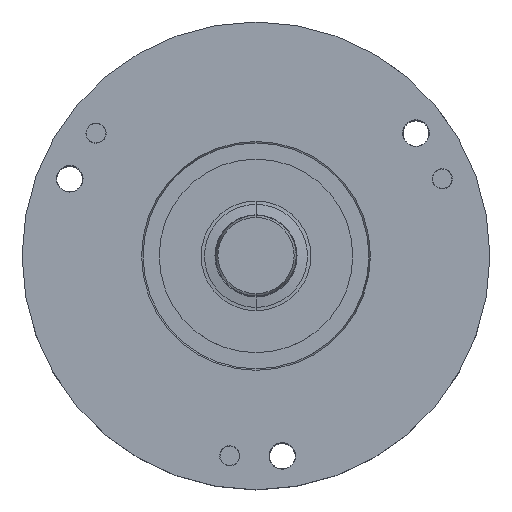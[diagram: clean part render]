
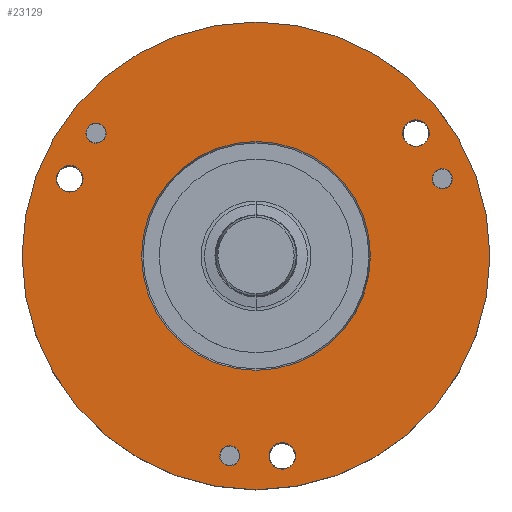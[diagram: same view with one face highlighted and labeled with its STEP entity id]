
A CAD part, top view. The second image highlights one B-rep face of the part: STEP entity #23129.
In plain terms, the highlighted planar face has unit normal (0, 0, 1).
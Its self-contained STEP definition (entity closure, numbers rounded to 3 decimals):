
#3897=CARTESIAN_POINT('',(0.,0.,25.));
#3898=DIRECTION('',(0.,0.,1.));
#3899=DIRECTION('',(1.,0.,0.));
#3900=AXIS2_PLACEMENT_3D('',#3897,#3898,#3899);
#3902=CARTESIAN_POINT('',(0.,0.,25.));
#3903=DIRECTION('',(0.,0.,1.));
#3904=DIRECTION('',(-1.,0.,0.));
#3905=AXIS2_PLACEMENT_3D('',#3902,#3903,#3904);
#3907=CARTESIAN_POINT('',(-19.834,15.219,25.));
#3908=DIRECTION('',(0.,0.,-1.));
#3909=DIRECTION('',(-0.793,0.609,0.));
#3910=AXIS2_PLACEMENT_3D('',#3907,#3908,#3909);
#3912=CARTESIAN_POINT('',(-19.834,15.219,25.));
#3913=DIRECTION('',(0.,0.,-1.));
#3914=DIRECTION('',(0.793,-0.609,0.));
#3915=AXIS2_PLACEMENT_3D('',#3912,#3913,#3914);
#3917=CARTESIAN_POINT('',(-3.263,-24.786,25.));
#3918=DIRECTION('',(0.,0.,-1.));
#3919=DIRECTION('',(-0.131,-0.991,0.));
#3920=AXIS2_PLACEMENT_3D('',#3917,#3918,#3919);
#3922=CARTESIAN_POINT('',(-3.263,-24.786,25.));
#3923=DIRECTION('',(0.,0.,-1.));
#3924=DIRECTION('',(0.131,0.991,0.));
#3925=AXIS2_PLACEMENT_3D('',#3922,#3923,#3924);
#3927=CARTESIAN_POINT('',(23.097,9.567,25.));
#3928=DIRECTION('',(0.,0.,-1.));
#3929=DIRECTION('',(0.924,0.383,0.));
#3930=AXIS2_PLACEMENT_3D('',#3927,#3928,#3929);
#3932=CARTESIAN_POINT('',(23.097,9.567,25.));
#3933=DIRECTION('',(0.,0.,-1.));
#3934=DIRECTION('',(-0.924,-0.383,0.));
#3935=AXIS2_PLACEMENT_3D('',#3932,#3933,#3934);
#3937=CARTESIAN_POINT('',(3.263,-24.786,25.));
#3938=DIRECTION('',(0.,0.,1.));
#3939=DIRECTION('',(0.,-1.,0.));
#3940=AXIS2_PLACEMENT_3D('',#3937,#3938,#3939);
#3942=CARTESIAN_POINT('',(3.263,-24.786,25.));
#3943=DIRECTION('',(0.,0.,1.));
#3944=DIRECTION('',(0.,1.,0.));
#3945=AXIS2_PLACEMENT_3D('',#3942,#3943,#3944);
#3947=CARTESIAN_POINT('',(19.834,15.219,25.));
#3948=DIRECTION('',(0.,0.,1.));
#3949=DIRECTION('',(0.,-1.,0.));
#3950=AXIS2_PLACEMENT_3D('',#3947,#3948,#3949);
#3952=CARTESIAN_POINT('',(19.834,15.219,25.));
#3953=DIRECTION('',(0.,0.,1.));
#3954=DIRECTION('',(0.,1.,0.));
#3955=AXIS2_PLACEMENT_3D('',#3952,#3953,#3954);
#3957=CARTESIAN_POINT('',(-23.097,9.567,25.));
#3958=DIRECTION('',(0.,0.,1.));
#3959=DIRECTION('',(0.,-1.,0.));
#3960=AXIS2_PLACEMENT_3D('',#3957,#3958,#3959);
#3962=CARTESIAN_POINT('',(-23.097,9.567,25.));
#3963=DIRECTION('',(0.,0.,1.));
#3964=DIRECTION('',(0.,1.,0.));
#3965=AXIS2_PLACEMENT_3D('',#3962,#3963,#3964);
#3976=CARTESIAN_POINT('',(0.,0.,25.));
#3977=DIRECTION('',(0.,0.,-1.));
#3978=DIRECTION('',(-1.,0.,0.));
#3979=AXIS2_PLACEMENT_3D('',#3976,#3977,#3978);
#4005=CARTESIAN_POINT('',(0.,0.,25.));
#4006=DIRECTION('',(0.,0.,-1.));
#4007=DIRECTION('',(1.,0.,0.));
#4008=AXIS2_PLACEMENT_3D('',#4005,#4006,#4007);
#18424=CARTESIAN_POINT('',(29.,0.,25.));
#18425=CARTESIAN_POINT('',(-29.,0.,25.));
#18426=VERTEX_POINT('',#18424);
#18427=VERTEX_POINT('',#18425);
#18504=CARTESIAN_POINT('',(-20.826,15.98,25.));
#18505=CARTESIAN_POINT('',(-18.842,14.458,25.));
#18506=VERTEX_POINT('',#18504);
#18507=VERTEX_POINT('',#18505);
#18508=CARTESIAN_POINT('',(-3.426,-26.025,25.));
#18509=CARTESIAN_POINT('',(-3.1,-23.547,25.));
#18510=VERTEX_POINT('',#18508);
#18511=VERTEX_POINT('',#18509);
#18512=CARTESIAN_POINT('',(24.252,10.045,25.));
#18513=CARTESIAN_POINT('',(21.942,9.089,25.));
#18514=VERTEX_POINT('',#18512);
#18515=VERTEX_POINT('',#18513);
#18614=CARTESIAN_POINT('',(14.188,0.,25.));
#18615=CARTESIAN_POINT('',(-14.188,0.,25.));
#18616=VERTEX_POINT('',#18614);
#18617=VERTEX_POINT('',#18615);
#18798=CARTESIAN_POINT('',(3.263,-26.436,25.));
#18799=CARTESIAN_POINT('',(3.263,-23.136,25.));
#18800=VERTEX_POINT('',#18798);
#18801=VERTEX_POINT('',#18799);
#18806=CARTESIAN_POINT('',(19.834,13.569,25.));
#18807=CARTESIAN_POINT('',(19.834,16.869,25.));
#18808=VERTEX_POINT('',#18806);
#18809=VERTEX_POINT('',#18807);
#18814=CARTESIAN_POINT('',(-23.097,7.917,25.));
#18815=CARTESIAN_POINT('',(-23.097,11.217,25.));
#18816=VERTEX_POINT('',#18814);
#18817=VERTEX_POINT('',#18815);
#23078=CARTESIAN_POINT('',(0.,0.,25.));
#23079=DIRECTION('',(0.,0.,1.));
#23080=DIRECTION('',(1.,0.,0.));
#23081=AXIS2_PLACEMENT_3D('',#23078,#23079,#23080);
#23082=PLANE('',#23081);
#23083=ORIENTED_EDGE('',*,*,#23058,.F.);
#23084=ORIENTED_EDGE('',*,*,#23072,.F.);
#23085=EDGE_LOOP('',(#23083,#23084));
#23086=FACE_OUTER_BOUND('',#23085,.F.);
#23088=ORIENTED_EDGE('',*,*,#23087,.F.);
#23090=ORIENTED_EDGE('',*,*,#23089,.F.);
#23091=EDGE_LOOP('',(#23088,#23090));
#23092=FACE_BOUND('',#23091,.F.);
#23094=ORIENTED_EDGE('',*,*,#23093,.F.);
#23096=ORIENTED_EDGE('',*,*,#23095,.F.);
#23097=EDGE_LOOP('',(#23094,#23096));
#23098=FACE_BOUND('',#23097,.F.);
#23100=ORIENTED_EDGE('',*,*,#23099,.F.);
#23102=ORIENTED_EDGE('',*,*,#23101,.F.);
#23103=EDGE_LOOP('',(#23100,#23102));
#23104=FACE_BOUND('',#23103,.F.);
#23106=ORIENTED_EDGE('',*,*,#23105,.F.);
#23108=ORIENTED_EDGE('',*,*,#23107,.F.);
#23109=EDGE_LOOP('',(#23106,#23108));
#23110=FACE_BOUND('',#23109,.F.);
#23112=ORIENTED_EDGE('',*,*,#23111,.T.);
#23114=ORIENTED_EDGE('',*,*,#23113,.T.);
#23115=EDGE_LOOP('',(#23112,#23114));
#23116=FACE_BOUND('',#23115,.F.);
#23118=ORIENTED_EDGE('',*,*,#23117,.T.);
#23120=ORIENTED_EDGE('',*,*,#23119,.T.);
#23121=EDGE_LOOP('',(#23118,#23120));
#23122=FACE_BOUND('',#23121,.F.);
#23124=ORIENTED_EDGE('',*,*,#23123,.T.);
#23126=ORIENTED_EDGE('',*,*,#23125,.T.);
#23127=EDGE_LOOP('',(#23124,#23126));
#23128=FACE_BOUND('',#23127,.F.);
#3901=CIRCLE('',#3900,29.);
#3906=CIRCLE('',#3905,29.);
#3911=CIRCLE('',#3910,1.25);
#3916=CIRCLE('',#3915,1.25);
#3921=CIRCLE('',#3920,1.25);
#3926=CIRCLE('',#3925,1.25);
#3931=CIRCLE('',#3930,1.25);
#3936=CIRCLE('',#3935,1.25);
#3941=CIRCLE('',#3940,1.65);
#3946=CIRCLE('',#3945,1.65);
#3951=CIRCLE('',#3950,1.65);
#3956=CIRCLE('',#3955,1.65);
#3961=CIRCLE('',#3960,1.65);
#3966=CIRCLE('',#3965,1.65);
#3980=CIRCLE('',#3979,14.188);
#4009=CIRCLE('',#4008,14.188);
#23058=EDGE_CURVE('',#18426,#18427,#3901,.T.);
#23072=EDGE_CURVE('',#18427,#18426,#3906,.T.);
#23087=EDGE_CURVE('',#18617,#18616,#3980,.T.);
#23089=EDGE_CURVE('',#18616,#18617,#4009,.T.);
#23093=EDGE_CURVE('',#18506,#18507,#3911,.T.);
#23095=EDGE_CURVE('',#18507,#18506,#3916,.T.);
#23099=EDGE_CURVE('',#18510,#18511,#3921,.T.);
#23101=EDGE_CURVE('',#18511,#18510,#3926,.T.);
#23105=EDGE_CURVE('',#18514,#18515,#3931,.T.);
#23107=EDGE_CURVE('',#18515,#18514,#3936,.T.);
#23111=EDGE_CURVE('',#18800,#18801,#3941,.T.);
#23113=EDGE_CURVE('',#18801,#18800,#3946,.T.);
#23117=EDGE_CURVE('',#18808,#18809,#3951,.T.);
#23119=EDGE_CURVE('',#18809,#18808,#3956,.T.);
#23123=EDGE_CURVE('',#18816,#18817,#3961,.T.);
#23125=EDGE_CURVE('',#18817,#18816,#3966,.T.);
#23129=ADVANCED_FACE('',(#23086,#23092,#23098,#23104,#23110,#23116,#23122,
#23128),#23082,.T.);
